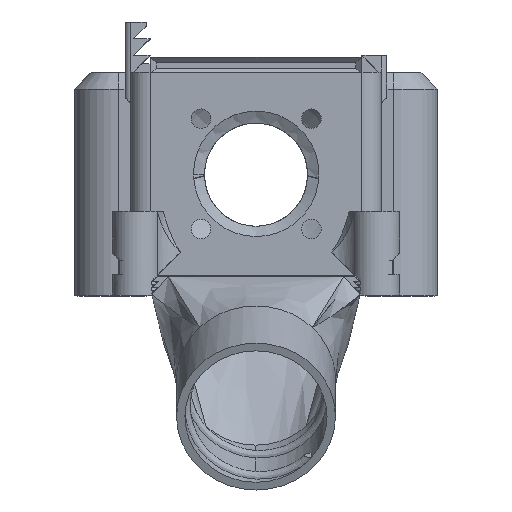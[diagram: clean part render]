
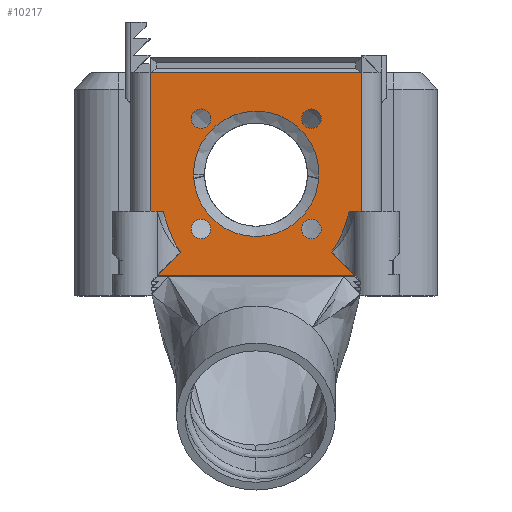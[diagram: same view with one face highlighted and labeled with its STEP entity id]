
A CAD part, top view. The second image highlights one B-rep face of the part: STEP entity #10217.
In plain terms, the highlighted planar face has unit normal (0, 0, 1).
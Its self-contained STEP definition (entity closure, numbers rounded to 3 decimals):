
#144=B_SPLINE_CURVE_WITH_KNOTS('',3,(#15397,#15398,#15399,#15400,#15401,
#15402,#15403,#15404),.UNSPECIFIED.,.F.,.F.,(4,2,2,4),(0.,0.297,
0.685,0.78),.UNSPECIFIED.);
#147=B_SPLINE_CURVE_WITH_KNOTS('',3,(#15430,#15431,#15432,#15433,#15434,
#15435,#15436,#15437),.UNSPECIFIED.,.F.,.F.,(4,2,2,4),(0.649,
0.665,0.941,1.412),.UNSPECIFIED.);
#369=FACE_BOUND('',#1473,.T.);
#370=FACE_BOUND('',#1474,.T.);
#371=FACE_BOUND('',#1475,.T.);
#372=FACE_BOUND('',#1476,.T.);
#373=FACE_BOUND('',#1477,.T.);
#470=CIRCLE('',#10910,18.);
#471=CIRCLE('',#10911,18.);
#472=CIRCLE('',#10912,1.75);
#473=CIRCLE('',#10913,1.75);
#474=CIRCLE('',#10914,1.75);
#475=CIRCLE('',#10915,11.25);
#476=CIRCLE('',#10916,1.75);
#899=FACE_OUTER_BOUND('',#1472,.T.);
#1472=EDGE_LOOP('',(#7289,#7290,#7291,#7292,#7293,#7294,#7295,#7296,#7297,
#7298,#7299,#7300));
#1473=EDGE_LOOP('',(#7301));
#1474=EDGE_LOOP('',(#7302));
#1475=EDGE_LOOP('',(#7303));
#1476=EDGE_LOOP('',(#7304));
#1477=EDGE_LOOP('',(#7305));
#2177=LINE('',#15426,#3248);
#2178=LINE('',#15428,#3249);
#2179=LINE('',#15441,#3250);
#2180=LINE('',#15443,#3251);
#2181=LINE('',#15445,#3252);
#2182=LINE('',#15447,#3253);
#2183=LINE('',#15449,#3254);
#2184=LINE('',#15451,#3255);
#3248=VECTOR('',#12293,10.);
#3249=VECTOR('',#12294,10.);
#3250=VECTOR('',#12297,10.);
#3251=VECTOR('',#12298,10.);
#3252=VECTOR('',#12299,10.);
#3253=VECTOR('',#12300,10.);
#3254=VECTOR('',#12301,10.);
#3255=VECTOR('',#12304,10.);
#4335=VERTEX_POINT('',#15391);
#4336=VERTEX_POINT('',#15396);
#4338=VERTEX_POINT('',#15424);
#4339=VERTEX_POINT('',#15425);
#4340=VERTEX_POINT('',#15427);
#4341=VERTEX_POINT('',#15429);
#4342=VERTEX_POINT('',#15438);
#4343=VERTEX_POINT('',#15440);
#4344=VERTEX_POINT('',#15442);
#4345=VERTEX_POINT('',#15444);
#4346=VERTEX_POINT('',#15446);
#4347=VERTEX_POINT('',#15448);
#4348=VERTEX_POINT('',#15452);
#4349=VERTEX_POINT('',#15454);
#4350=VERTEX_POINT('',#15456);
#4351=VERTEX_POINT('',#15458);
#4352=VERTEX_POINT('',#15460);
#5447=EDGE_CURVE('',#4335,#4336,#144,.F.);
#5450=EDGE_CURVE('',#4338,#4339,#2177,.T.);
#5451=EDGE_CURVE('',#4339,#4340,#2178,.T.);
#5452=EDGE_CURVE('',#4341,#4340,#147,.F.);
#5453=EDGE_CURVE('',#4341,#4342,#470,.T.);
#5454=EDGE_CURVE('',#4342,#4343,#2179,.T.);
#5455=EDGE_CURVE('',#4344,#4343,#2180,.T.);
#5456=EDGE_CURVE('',#4345,#4344,#2181,.T.);
#5457=EDGE_CURVE('',#4346,#4345,#2182,.T.);
#5458=EDGE_CURVE('',#4346,#4347,#2183,.T.);
#5459=EDGE_CURVE('',#4347,#4336,#471,.T.);
#5460=EDGE_CURVE('',#4338,#4335,#2184,.T.);
#5461=EDGE_CURVE('',#4348,#4348,#472,.T.);
#5462=EDGE_CURVE('',#4349,#4349,#473,.T.);
#5463=EDGE_CURVE('',#4350,#4350,#474,.T.);
#5464=EDGE_CURVE('',#4351,#4351,#475,.T.);
#5465=EDGE_CURVE('',#4352,#4352,#476,.T.);
#7289=ORIENTED_EDGE('',*,*,#5450,.T.);
#7290=ORIENTED_EDGE('',*,*,#5451,.T.);
#7291=ORIENTED_EDGE('',*,*,#5452,.F.);
#7292=ORIENTED_EDGE('',*,*,#5453,.T.);
#7293=ORIENTED_EDGE('',*,*,#5454,.T.);
#7294=ORIENTED_EDGE('',*,*,#5455,.F.);
#7295=ORIENTED_EDGE('',*,*,#5456,.F.);
#7296=ORIENTED_EDGE('',*,*,#5457,.F.);
#7297=ORIENTED_EDGE('',*,*,#5458,.T.);
#7298=ORIENTED_EDGE('',*,*,#5459,.T.);
#7299=ORIENTED_EDGE('',*,*,#5447,.F.);
#7300=ORIENTED_EDGE('',*,*,#5460,.F.);
#7301=ORIENTED_EDGE('',*,*,#5461,.T.);
#7302=ORIENTED_EDGE('',*,*,#5462,.T.);
#7303=ORIENTED_EDGE('',*,*,#5463,.T.);
#7304=ORIENTED_EDGE('',*,*,#5464,.T.);
#7305=ORIENTED_EDGE('',*,*,#5465,.T.);
#9806=PLANE('',#10909);
#10217=ADVANCED_FACE('',(#899,#369,#370,#371,#372,#373),#9806,.T.);
#10909=AXIS2_PLACEMENT_3D('',#15423,#12291,#12292);
#10910=AXIS2_PLACEMENT_3D('',#15439,#12295,#12296);
#10911=AXIS2_PLACEMENT_3D('',#15450,#12302,#12303);
#10912=AXIS2_PLACEMENT_3D('',#15453,#12305,#12306);
#10913=AXIS2_PLACEMENT_3D('',#15455,#12307,#12308);
#10914=AXIS2_PLACEMENT_3D('',#15457,#12309,#12310);
#10915=AXIS2_PLACEMENT_3D('',#15459,#12311,#12312);
#10916=AXIS2_PLACEMENT_3D('',#15461,#12313,#12314);
#12291=DIRECTION('center_axis',(0.,0.,1.));
#12292=DIRECTION('ref_axis',(1.,0.,0.));
#12293=DIRECTION('',(1.,0.,0.));
#12294=DIRECTION('',(-0.707,0.707,0.));
#12295=DIRECTION('center_axis',(0.,0.,1.));
#12296=DIRECTION('ref_axis',(-1.,0.,0.));
#12297=DIRECTION('',(1.,0.,0.));
#12298=DIRECTION('',(0.,-1.,0.));
#12299=DIRECTION('',(1.,0.,0.));
#12300=DIRECTION('',(0.,1.,0.));
#12301=DIRECTION('',(1.,0.,0.));
#12302=DIRECTION('center_axis',(0.,0.,1.));
#12303=DIRECTION('ref_axis',(-1.,0.,0.));
#12304=DIRECTION('',(0.707,0.707,0.));
#12305=DIRECTION('center_axis',(0.,0.,-1.));
#12306=DIRECTION('ref_axis',(-1.,0.,0.));
#12307=DIRECTION('center_axis',(0.,0.,-1.));
#12308=DIRECTION('ref_axis',(-1.,0.,0.));
#12309=DIRECTION('center_axis',(0.,0.,-1.));
#12310=DIRECTION('ref_axis',(-1.,0.,0.));
#12311=DIRECTION('center_axis',(0.,0.,-1.));
#12312=DIRECTION('ref_axis',(-1.,0.,0.));
#12313=DIRECTION('center_axis',(0.,0.,-1.));
#12314=DIRECTION('ref_axis',(-1.,0.,0.));
#15391=CARTESIAN_POINT('',(-13.516,7.734,39.399));
#15396=CARTESIAN_POINT('',(-16.622,14.943,39.399));
#15397=CARTESIAN_POINT('Ctrl Pts',(-16.622,14.943,39.399));
#15398=CARTESIAN_POINT('Ctrl Pts',(-16.382,13.982,39.399));
#15399=CARTESIAN_POINT('Ctrl Pts',(-16.098,13.012,39.399));
#15400=CARTESIAN_POINT('Ctrl Pts',(-15.332,10.86,39.399));
#15401=CARTESIAN_POINT('Ctrl Pts',(-14.775,9.592,39.399));
#15402=CARTESIAN_POINT('Ctrl Pts',(-13.896,8.241,39.399));
#15403=CARTESIAN_POINT('Ctrl Pts',(-13.712,7.982,39.399));
#15404=CARTESIAN_POINT('Ctrl Pts',(-13.516,7.734,39.399));
#15423=CARTESIAN_POINT('Origin',(-22.5,0.,39.399));
#15424=CARTESIAN_POINT('',(-17.75,3.5,39.399));
#15425=CARTESIAN_POINT('',(17.75,3.5,39.399));
#15426=CARTESIAN_POINT('',(-2.375,3.5,39.399));
#15427=CARTESIAN_POINT('',(13.551,7.699,39.399));
#15428=CARTESIAN_POINT('',(17.75,3.5,39.399));
#15429=CARTESIAN_POINT('',(16.628,14.758,39.399));
#15430=CARTESIAN_POINT('Ctrl Pts',(13.551,7.699,39.399));
#15431=CARTESIAN_POINT('Ctrl Pts',(13.583,7.74,39.399));
#15432=CARTESIAN_POINT('Ctrl Pts',(13.615,7.781,39.399));
#15433=CARTESIAN_POINT('Ctrl Pts',(14.208,8.556,39.399));
#15434=CARTESIAN_POINT('Ctrl Pts',(14.676,9.394,39.399));
#15435=CARTESIAN_POINT('Ctrl Pts',(15.725,11.651,39.399));
#15436=CARTESIAN_POINT('Ctrl Pts',(16.237,13.239,39.399));
#15437=CARTESIAN_POINT('Ctrl Pts',(16.628,14.758,39.399));
#15438=CARTESIAN_POINT('',(16.728,15.,39.399));
#15439=CARTESIAN_POINT('Origin',(0.041,21.75,39.399));
#15440=CARTESIAN_POINT('',(19.,15.,39.399));
#15441=CARTESIAN_POINT('',(-0.5,15.,39.399));
#15442=CARTESIAN_POINT('',(19.,40.,39.399));
#15443=CARTESIAN_POINT('',(19.,0.,39.399));
#15444=CARTESIAN_POINT('',(-19.,40.,39.399));
#15445=CARTESIAN_POINT('',(22.5,40.,39.399));
#15446=CARTESIAN_POINT('',(-19.,15.,39.399));
#15447=CARTESIAN_POINT('',(-19.,0.,39.399));
#15448=CARTESIAN_POINT('',(-16.645,15.,39.399));
#15449=CARTESIAN_POINT('',(-22.,15.,39.399));
#15450=CARTESIAN_POINT('Origin',(0.041,21.75,39.399));
#15451=CARTESIAN_POINT('',(-17.75,3.5,39.399));
#15452=CARTESIAN_POINT('',(-8.109,31.65,39.399));
#15453=CARTESIAN_POINT('Origin',(-9.859,31.65,39.399));
#15454=CARTESIAN_POINT('',(-8.109,11.85,39.399));
#15455=CARTESIAN_POINT('Origin',(-9.859,11.85,39.399));
#15456=CARTESIAN_POINT('',(11.691,31.65,39.399));
#15457=CARTESIAN_POINT('Origin',(9.941,31.65,39.399));
#15458=CARTESIAN_POINT('',(11.291,21.75,39.399));
#15459=CARTESIAN_POINT('Origin',(0.041,21.75,39.399));
#15460=CARTESIAN_POINT('',(11.691,11.85,39.399));
#15461=CARTESIAN_POINT('Origin',(9.941,11.85,39.399));
